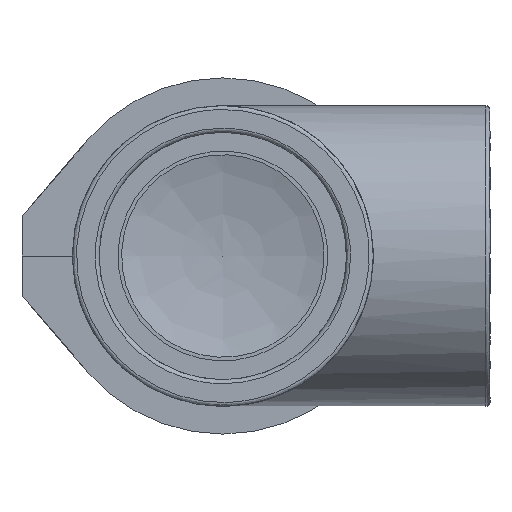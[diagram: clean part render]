
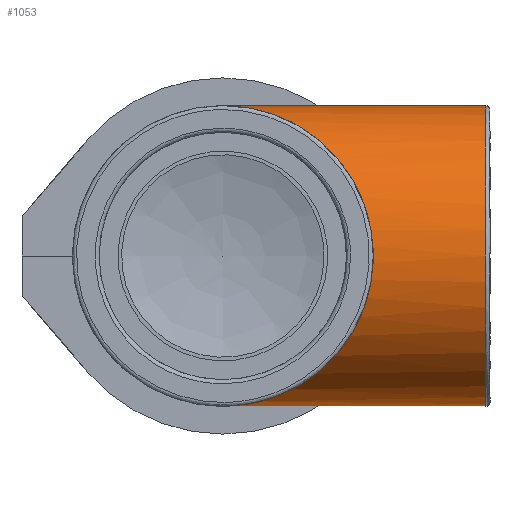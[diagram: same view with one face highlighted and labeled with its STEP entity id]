
A CAD part, front view. The second image highlights one B-rep face of the part: STEP entity #1053.
In plain terms, the highlighted cylindrical face has radius 76 mm (diameter 152 mm), a full revolution.
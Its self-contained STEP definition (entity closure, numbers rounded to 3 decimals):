
#16 =( BOUNDED_CURVE ( )  B_SPLINE_CURVE ( 3, ( #720, #3279, #2494, #2217 ),
 .UNSPECIFIED., .F., .T. ) 
 B_SPLINE_CURVE_WITH_KNOTS ( ( 4, 4 ),
 ( 1.597, 4.686 ),
 .UNSPECIFIED. ) 
 CURVE ( )  GEOMETRIC_REPRESENTATION_ITEM ( )  RATIONAL_B_SPLINE_CURVE ( ( 1., 0.351, 0.351, 1. ) ) 
 REPRESENTATION_ITEM ( '' )  );
#247 = ORIENTED_EDGE ( 'NONE', *, *, #2634, .F. ) ;
#283 = DIRECTION ( 'NONE',  ( 0., 0., 1. ) ) ;
#457 = DIRECTION ( 'NONE',  ( 0., 0., 1. ) ) ;
#503 = CYLINDRICAL_SURFACE ( 'NONE', #2889, 76. ) ;
#597 = ORIENTED_EDGE ( 'NONE', *, *, #3432, .F. ) ;
#653 = CARTESIAN_POINT ( 'NONE',  ( 2.025, -932.525, -757.459 ) ) ;
#685 = AXIS2_PLACEMENT_3D ( 'NONE', #3077, #1662, #1052 ) ;
#714 = ORIENTED_EDGE ( 'NONE', *, *, #1964, .F. ) ;
#720 = CARTESIAN_POINT ( 'NONE',  ( 2.025, -928.475, -605.513 ) ) ;
#791 = FACE_OUTER_BOUND ( 'NONE', #2016, .T. ) ;
#821 = ORIENTED_EDGE ( 'NONE', *, *, #3758, .T. ) ;
#1052 = DIRECTION ( 'NONE',  ( 0., 0., 1. ) ) ;
#1053 = ADVANCED_FACE ( 'NONE', ( #3102, #791 ), #503, .T. ) ;
#1235 = CARTESIAN_POINT ( 'NONE',  ( 2.025, -932.525, -605.513 ) ) ;
#1375 = VERTEX_POINT ( 'NONE', #653 ) ;
#1387 = EDGE_CURVE ( 'NONE', #2556, #2556, #1488, .T. ) ;
#1427 = CARTESIAN_POINT ( 'NONE',  ( 2.025, -928.475, -757.459 ) ) ;
#1488 = CIRCLE ( 'NONE', #2018, 76. ) ;
#1600 = DIRECTION ( 'NONE',  ( -1., 0., 0. ) ) ;
#1662 = DIRECTION ( 'NONE',  ( -1., 0., 0. ) ) ;
#1913 = CARTESIAN_POINT ( 'NONE',  ( 135., -930.5, -681.486 ) ) ;
#1931 = CIRCLE ( 'NONE', #685, 76. ) ;
#1941 = CARTESIAN_POINT ( 'NONE',  ( 146.232, -1076.732, -609.357 ) ) ;
#1964 = EDGE_CURVE ( 'NONE', #1375, #3153, #2425, .T. ) ;
#2016 = EDGE_LOOP ( 'NONE', ( #714, #821, #247, #597 ) ) ;
#2018 = AXIS2_PLACEMENT_3D ( 'NONE', #3181, #3233, #2620 ) ;
#2046 = CARTESIAN_POINT ( 'NONE',  ( 2.025, -930.5, -681.486 ) ) ;
#2197 = VERTEX_POINT ( 'NONE', #2874 ) ;
#2217 = CARTESIAN_POINT ( 'NONE',  ( 2.025, -928.475, -757.459 ) ) ;
#2425 =( BOUNDED_CURVE ( )  B_SPLINE_CURVE ( 3, ( #3648, #3317, #1941, #3673 ),
 .UNSPECIFIED., .F., .F. ) 
 B_SPLINE_CURVE_WITH_KNOTS ( ( 4, 4 ),
 ( 1.597, 4.686 ),
 .UNSPECIFIED. ) 
 CURVE ( )  GEOMETRIC_REPRESENTATION_ITEM ( )  RATIONAL_B_SPLINE_CURVE ( ( 1., 0.351, 0.351, 1. ) ) 
 REPRESENTATION_ITEM ( '' )  );
#2494 = CARTESIAN_POINT ( 'NONE',  ( 146.232, -784.268, -753.615 ) ) ;
#2556 = VERTEX_POINT ( 'NONE', #2579 ) ;
#2579 = CARTESIAN_POINT ( 'NONE',  ( 132.975, -930.5, -605.486 ) ) ;
#2613 = AXIS2_PLACEMENT_3D ( 'NONE', #2046, #3752, #283 ) ;
#2620 = DIRECTION ( 'NONE',  ( 0., 0., 1. ) ) ;
#2634 = EDGE_CURVE ( 'NONE', #2197, #2757, #16, .T. ) ;
#2757 = VERTEX_POINT ( 'NONE', #1427 ) ;
#2874 = CARTESIAN_POINT ( 'NONE',  ( 2.025, -928.475, -605.513 ) ) ;
#2889 = AXIS2_PLACEMENT_3D ( 'NONE', #1913, #1600, #457 ) ;
#3077 = CARTESIAN_POINT ( 'NONE',  ( 2.025, -930.5, -681.486 ) ) ;
#3102 = FACE_OUTER_BOUND ( 'NONE', #3482, .T. ) ;
#3153 = VERTEX_POINT ( 'NONE', #1235 ) ;
#3181 = CARTESIAN_POINT ( 'NONE',  ( 132.975, -930.5, -681.486 ) ) ;
#3233 = DIRECTION ( 'NONE',  ( -1., 0., 0. ) ) ;
#3279 = CARTESIAN_POINT ( 'NONE',  ( 146.232, -784.268, -609.357 ) ) ;
#3317 = CARTESIAN_POINT ( 'NONE',  ( 146.232, -1076.732, -753.615 ) ) ;
#3415 = ORIENTED_EDGE ( 'NONE', *, *, #1387, .T. ) ;
#3432 = EDGE_CURVE ( 'NONE', #3153, #2197, #1931, .T. ) ;
#3449 = CIRCLE ( 'NONE', #2613, 76. ) ;
#3482 = EDGE_LOOP ( 'NONE', ( #3415 ) ) ;
#3648 = CARTESIAN_POINT ( 'NONE',  ( 2.025, -932.525, -757.459 ) ) ;
#3673 = CARTESIAN_POINT ( 'NONE',  ( 2.025, -932.525, -605.513 ) ) ;
#3752 = DIRECTION ( 'NONE',  ( 1., 0., 0. ) ) ;
#3758 = EDGE_CURVE ( 'NONE', #1375, #2757, #3449, .T. ) ;
